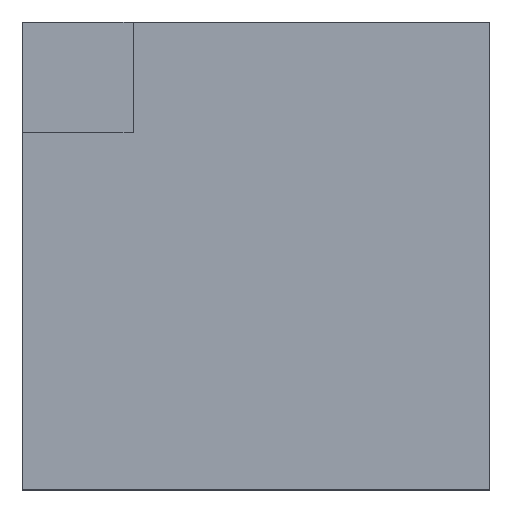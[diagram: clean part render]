
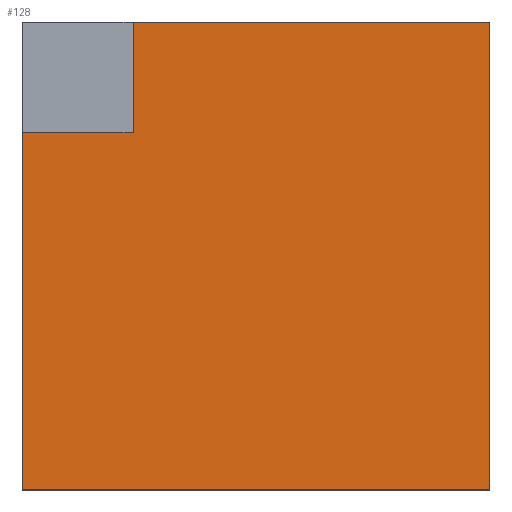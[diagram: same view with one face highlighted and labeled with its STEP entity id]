
A CAD part, top view. The second image highlights one B-rep face of the part: STEP entity #128.
In plain terms, the highlighted planar face has unit normal (0, 0, 1).
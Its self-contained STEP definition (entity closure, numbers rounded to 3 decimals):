
#48 = VERTEX_POINT('',#49);
#49 = CARTESIAN_POINT('',(-0.21,0.4,0.5));
#55 = EDGE_CURVE('',#48,#56,#58,.T.);
#56 = VERTEX_POINT('',#57);
#57 = CARTESIAN_POINT('',(0.4,0.4,0.5));
#58 = LINE('',#59,#60);
#59 = CARTESIAN_POINT('',(-0.4,0.4,0.5));
#60 = VECTOR('',#61,1.);
#61 = DIRECTION('',(1.,0.,0.));
#110 = EDGE_CURVE('',#56,#111,#113,.T.);
#111 = VERTEX_POINT('',#112);
#112 = CARTESIAN_POINT('',(0.4,-0.4,0.5));
#113 = LINE('',#114,#115);
#114 = CARTESIAN_POINT('',(0.4,0.4,0.5));
#115 = VECTOR('',#116,1.);
#116 = DIRECTION('',(0.,-1.,0.));
#128 = ADVANCED_FACE('',(#129),#163,.F.);
#129 = FACE_BOUND('',#130,.F.);
#130 = EDGE_LOOP('',(#131,#139,#140,#141,#149,#157));
#131 = ORIENTED_EDGE('',*,*,#132,.F.);
#132 = EDGE_CURVE('',#48,#133,#135,.T.);
#133 = VERTEX_POINT('',#134);
#134 = CARTESIAN_POINT('',(-0.21,0.212,0.5));
#135 = LINE('',#136,#137);
#136 = CARTESIAN_POINT('',(-0.21,0.496,0.5));
#137 = VECTOR('',#138,1.);
#138 = DIRECTION('',(0.,-1.,0.));
#139 = ORIENTED_EDGE('',*,*,#55,.T.);
#140 = ORIENTED_EDGE('',*,*,#110,.T.);
#141 = ORIENTED_EDGE('',*,*,#142,.T.);
#142 = EDGE_CURVE('',#111,#143,#145,.T.);
#143 = VERTEX_POINT('',#144);
#144 = CARTESIAN_POINT('',(-0.4,-0.4,0.5));
#145 = LINE('',#146,#147);
#146 = CARTESIAN_POINT('',(0.4,-0.4,0.5));
#147 = VECTOR('',#148,1.);
#148 = DIRECTION('',(-1.,0.,0.));
#149 = ORIENTED_EDGE('',*,*,#150,.T.);
#150 = EDGE_CURVE('',#143,#151,#153,.T.);
#151 = VERTEX_POINT('',#152);
#152 = CARTESIAN_POINT('',(-0.4,0.212,0.5));
#153 = LINE('',#154,#155);
#154 = CARTESIAN_POINT('',(-0.4,-0.4,0.5));
#155 = VECTOR('',#156,1.);
#156 = DIRECTION('',(0.,1.,0.));
#157 = ORIENTED_EDGE('',*,*,#158,.F.);
#158 = EDGE_CURVE('',#133,#151,#159,.T.);
#159 = LINE('',#160,#161);
#160 = CARTESIAN_POINT('',(-0.21,0.212,0.5));
#161 = VECTOR('',#162,1.);
#162 = DIRECTION('',(-1.,0.,0.));
#163 = PLANE('',#164);
#164 = AXIS2_PLACEMENT_3D('',#165,#166,#167);
#165 = CARTESIAN_POINT('',(0.,0.,0.5));
#166 = DIRECTION('',(-0.,-0.,-1.));
#167 = DIRECTION('',(-1.,0.,0.));
